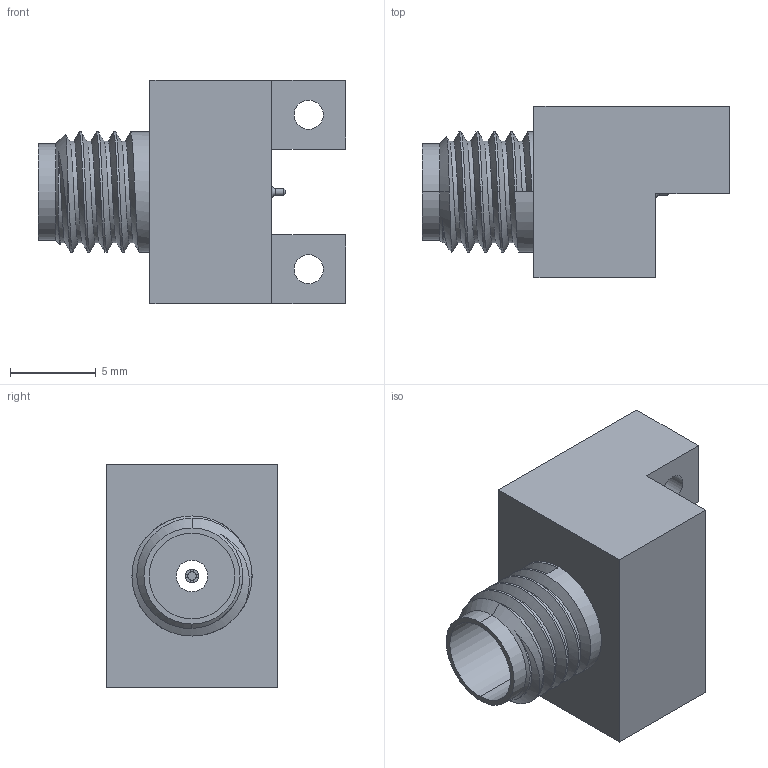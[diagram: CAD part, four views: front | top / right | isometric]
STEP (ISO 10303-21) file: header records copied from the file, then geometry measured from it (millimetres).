
FILE_DESCRIPTION (( 'STEP AP214' ), '1' );
FILE_NAME ('倰騷.434541.008.STEP', '2025-04-29T04:04:44', ( 'Lansky' ), ( '' ), 'SwSTEP 2.0', 'SolidWorks 2021', '' );
FILE_SCHEMA (( 'AUTOMOTIVE_DESIGN' ));
Length unit declared in the file: millimetre
Products named in the file (3): Part1^Assem2; 倰騷.434541.008; Part2^Assem2
Assembly tree (2 placements, depth 2):
  倰騷.434541.008
    Part1^Assem2
    Part2^Assem2
Bounding box: 17.9 x 10 x 13 mm (x, y, z)
Volume: 1135 mm3; surface area: 1127.2 mm2
Topology: 2 solids, 2 shells, 68 faces, 176 edges, 114 vertices
Faces by surface type: plane 33, cylinder 26, cone 4, bspline 3, torus 2
Entity records: 3020 total; most frequent: CARTESIAN_POINT 1274, ORIENTED_EDGE 352, DIRECTION 343, EDGE_CURVE 176, AXIS2_PLACEMENT_3D 125, VERTEX_POINT 114, VECTOR 93, LINE 93
